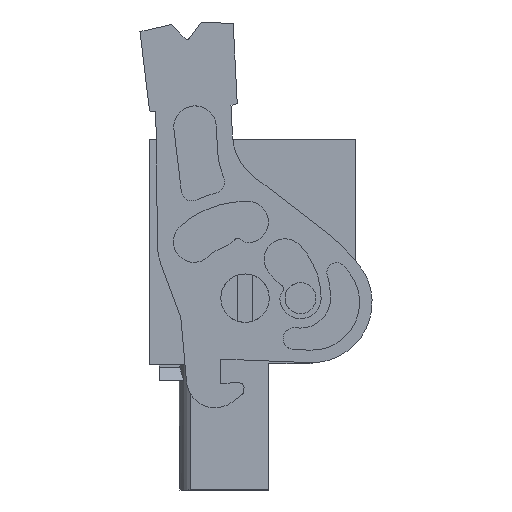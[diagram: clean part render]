
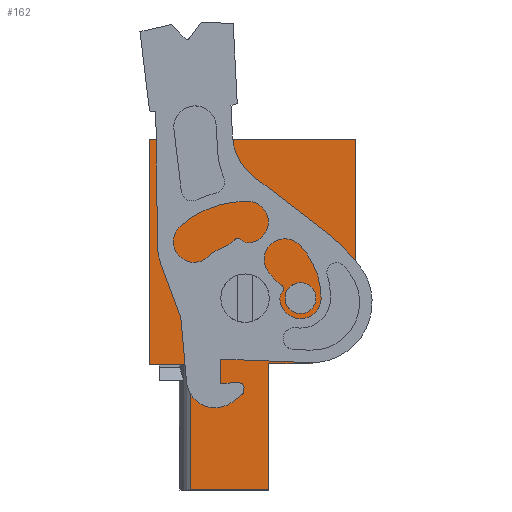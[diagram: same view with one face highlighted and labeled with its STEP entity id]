
A CAD part, left-side view. The second image highlights one B-rep face of the part: STEP entity #162.
In plain terms, the highlighted planar face has unit normal (-1, 0, 0).
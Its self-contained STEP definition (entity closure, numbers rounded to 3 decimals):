
#34=AXIS2_PLACEMENT_3D('Plane Axis2P3D',#31,#32,#33) ;
#96=AXIS2_PLACEMENT_3D('Circle Axis2P3D',#94,#95,$) ;
#128=AXIS2_PLACEMENT_3D('Circle Axis2P3D',#126,#127,$) ;
#137=AXIS2_PLACEMENT_3D('Circle Axis2P3D',#135,#136,$) ;
#146=AXIS2_PLACEMENT_3D('Circle Axis2P3D',#144,#145,$) ;
#155=AXIS2_PLACEMENT_3D('Circle Axis2P3D',#153,#154,$) ;
#31=CARTESIAN_POINT('Axis2P3D Location',(3.2,0.,0.)) ;
#36=CARTESIAN_POINT('Line Origine',(3.2,1.065,17.5)) ;
#40=CARTESIAN_POINT('Vertex',(3.2,1.065,12.9)) ;
#42=CARTESIAN_POINT('Vertex',(3.2,1.065,22.1)) ;
#45=CARTESIAN_POINT('Line Origine',(3.2,7.565,22.1)) ;
#49=CARTESIAN_POINT('Vertex',(3.2,14.065,22.1)) ;
#52=CARTESIAN_POINT('Line Origine',(3.2,14.065,15.)) ;
#56=CARTESIAN_POINT('Vertex',(3.2,14.065,7.9)) ;
#59=CARTESIAN_POINT('Line Origine',(3.2,12.771,7.9)) ;
#63=CARTESIAN_POINT('Vertex',(3.2,11.477,7.9)) ;
#66=CARTESIAN_POINT('Line Origine',(3.2,11.477,3.95)) ;
#70=CARTESIAN_POINT('Vertex',(3.2,11.477,0.)) ;
#73=CARTESIAN_POINT('Line Origine',(3.2,8.996,0.)) ;
#77=CARTESIAN_POINT('Vertex',(3.2,6.515,0.)) ;
#80=CARTESIAN_POINT('Line Origine',(3.2,6.515,3.975)) ;
#84=CARTESIAN_POINT('Vertex',(3.2,6.515,7.95)) ;
#87=CARTESIAN_POINT('Line Origine',(3.2,5.335,7.95)) ;
#91=CARTESIAN_POINT('Vertex',(3.2,4.156,7.95)) ;
#94=CARTESIAN_POINT('Axis2P3D Location',(3.2,4.156,9.75)) ;
#98=CARTESIAN_POINT('Vertex',(3.2,2.356,9.75)) ;
#101=CARTESIAN_POINT('Line Origine',(3.2,2.356,11.325)) ;
#105=CARTESIAN_POINT('Vertex',(3.2,2.356,12.9)) ;
#108=CARTESIAN_POINT('Line Origine',(3.2,1.71,12.9)) ;
#126=CARTESIAN_POINT('Axis2P3D Location',(3.2,4.515,12.1)) ;
#130=CARTESIAN_POINT('Vertex',(3.2,4.515,11.125)) ;
#132=CARTESIAN_POINT('Vertex',(3.2,4.515,13.075)) ;
#135=CARTESIAN_POINT('Axis2P3D Location',(3.2,4.515,12.1)) ;
#144=CARTESIAN_POINT('Axis2P3D Location',(3.2,8.015,12.1)) ;
#148=CARTESIAN_POINT('Vertex',(3.2,6.49,12.1)) ;
#150=CARTESIAN_POINT('Vertex',(3.2,9.54,12.1)) ;
#153=CARTESIAN_POINT('Axis2P3D Location',(3.2,8.015,12.1)) ;
#32=DIRECTION('Axis2P3D Direction',(-1.,0.,0.)) ;
#33=DIRECTION('Axis2P3D XDirection',(0.,0.,1.)) ;
#37=DIRECTION('Vector Direction',(0.,0.,1.)) ;
#46=DIRECTION('Vector Direction',(0.,-1.,0.)) ;
#53=DIRECTION('Vector Direction',(0.,0.,-1.)) ;
#60=DIRECTION('Vector Direction',(0.,-1.,0.)) ;
#67=DIRECTION('Vector Direction',(0.,0.,1.)) ;
#74=DIRECTION('Vector Direction',(0.,-1.,0.)) ;
#81=DIRECTION('Vector Direction',(0.,0.,1.)) ;
#88=DIRECTION('Vector Direction',(0.,-1.,0.)) ;
#95=DIRECTION('Axis2P3D Direction',(-1.,0.,0.)) ;
#102=DIRECTION('Vector Direction',(0.,0.,-1.)) ;
#109=DIRECTION('Vector Direction',(0.,1.,0.)) ;
#127=DIRECTION('Axis2P3D Direction',(-1.,0.,0.)) ;
#136=DIRECTION('Axis2P3D Direction',(-1.,0.,0.)) ;
#145=DIRECTION('Axis2P3D Direction',(-1.,0.,0.)) ;
#154=DIRECTION('Axis2P3D Direction',(-1.,0.,0.)) ;
#38=VECTOR('Line Direction',#37,1.) ;
#47=VECTOR('Line Direction',#46,1.) ;
#54=VECTOR('Line Direction',#53,1.) ;
#61=VECTOR('Line Direction',#60,1.) ;
#68=VECTOR('Line Direction',#67,1.) ;
#75=VECTOR('Line Direction',#74,1.) ;
#82=VECTOR('Line Direction',#81,1.) ;
#89=VECTOR('Line Direction',#88,1.) ;
#103=VECTOR('Line Direction',#102,1.) ;
#110=VECTOR('Line Direction',#109,1.) ;
#114=ORIENTED_EDGE('',*,*,#44,.T.) ;
#115=ORIENTED_EDGE('',*,*,#51,.T.) ;
#116=ORIENTED_EDGE('',*,*,#58,.T.) ;
#117=ORIENTED_EDGE('',*,*,#65,.T.) ;
#118=ORIENTED_EDGE('',*,*,#72,.T.) ;
#119=ORIENTED_EDGE('',*,*,#79,.T.) ;
#120=ORIENTED_EDGE('',*,*,#86,.T.) ;
#121=ORIENTED_EDGE('',*,*,#93,.T.) ;
#122=ORIENTED_EDGE('',*,*,#100,.T.) ;
#123=ORIENTED_EDGE('',*,*,#107,.T.) ;
#124=ORIENTED_EDGE('',*,*,#112,.T.) ;
#141=ORIENTED_EDGE('',*,*,#134,.F.) ;
#142=ORIENTED_EDGE('',*,*,#139,.F.) ;
#159=ORIENTED_EDGE('',*,*,#152,.F.) ;
#160=ORIENTED_EDGE('',*,*,#157,.F.) ;
#143=FACE_BOUND('',#140,.T.) ;
#161=FACE_BOUND('',#158,.T.) ;
#162=ADVANCED_FACE('HOUSING',(#125,#143,#161),#35,.T.) ;
#97=CIRCLE('generated circle',#96,1.8) ;
#129=CIRCLE('generated circle',#128,0.975) ;
#138=CIRCLE('generated circle',#137,0.975) ;
#147=CIRCLE('generated circle',#146,1.525) ;
#156=CIRCLE('generated circle',#155,1.525) ;
#44=EDGE_CURVE('',#41,#43,#39,.T.) ;
#51=EDGE_CURVE('',#43,#50,#48,.F.) ;
#58=EDGE_CURVE('',#50,#57,#55,.T.) ;
#65=EDGE_CURVE('',#57,#64,#62,.T.) ;
#72=EDGE_CURVE('',#64,#71,#69,.F.) ;
#79=EDGE_CURVE('',#71,#78,#76,.T.) ;
#86=EDGE_CURVE('',#78,#85,#83,.T.) ;
#93=EDGE_CURVE('',#85,#92,#90,.T.) ;
#100=EDGE_CURVE('',#92,#99,#97,.T.) ;
#107=EDGE_CURVE('',#99,#106,#104,.F.) ;
#112=EDGE_CURVE('',#106,#41,#111,.F.) ;
#134=EDGE_CURVE('',#131,#133,#129,.T.) ;
#139=EDGE_CURVE('',#133,#131,#138,.T.) ;
#152=EDGE_CURVE('',#149,#151,#147,.T.) ;
#157=EDGE_CURVE('',#151,#149,#156,.T.) ;
#113=EDGE_LOOP('',(#114,#115,#116,#117,#118,#119,#120,#121,#122,#123,#124)) ;
#140=EDGE_LOOP('',(#141,#142)) ;
#158=EDGE_LOOP('',(#159,#160)) ;
#125=FACE_OUTER_BOUND('',#113,.T.) ;
#39=LINE('Line',#36,#38) ;
#48=LINE('Line',#45,#47) ;
#55=LINE('Line',#52,#54) ;
#62=LINE('Line',#59,#61) ;
#69=LINE('Line',#66,#68) ;
#76=LINE('Line',#73,#75) ;
#83=LINE('Line',#80,#82) ;
#90=LINE('Line',#87,#89) ;
#104=LINE('Line',#101,#103) ;
#111=LINE('Line',#108,#110) ;
#35=PLANE('',#34) ;
#41=VERTEX_POINT('',#40) ;
#43=VERTEX_POINT('',#42) ;
#50=VERTEX_POINT('',#49) ;
#57=VERTEX_POINT('',#56) ;
#64=VERTEX_POINT('',#63) ;
#71=VERTEX_POINT('',#70) ;
#78=VERTEX_POINT('',#77) ;
#85=VERTEX_POINT('',#84) ;
#92=VERTEX_POINT('',#91) ;
#99=VERTEX_POINT('',#98) ;
#106=VERTEX_POINT('',#105) ;
#131=VERTEX_POINT('',#130) ;
#133=VERTEX_POINT('',#132) ;
#149=VERTEX_POINT('',#148) ;
#151=VERTEX_POINT('',#150) ;
